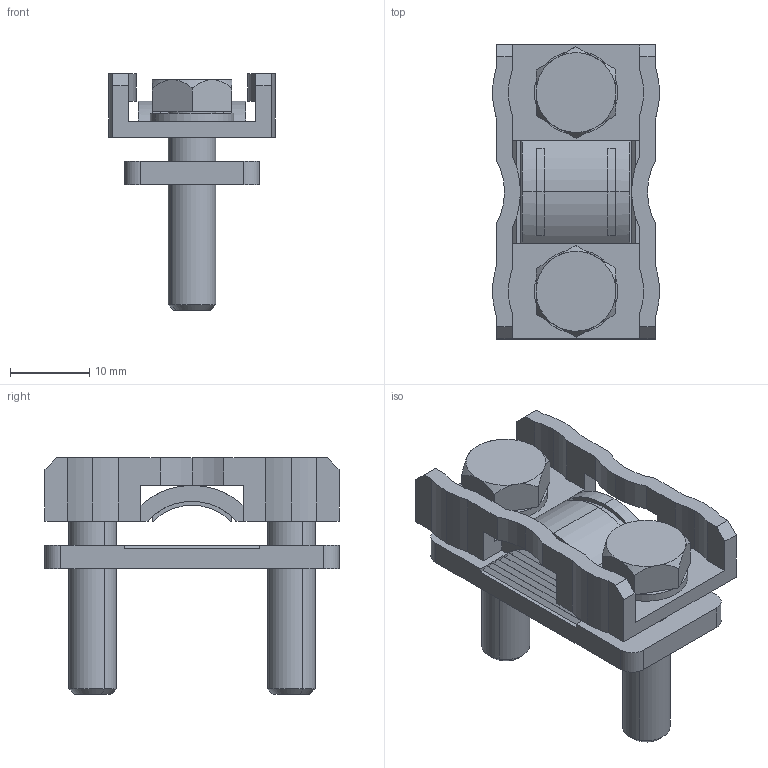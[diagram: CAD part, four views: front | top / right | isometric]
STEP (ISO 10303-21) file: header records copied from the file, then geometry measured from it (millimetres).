
FILE_DESCRIPTION(('CATIA V5 STEP'),'2;1');
FILE_NAME('K1011005_Schellenklemme S1.stp','2011-11-28T11:00:06+00:00',('none'),('Jean Müller GmbH'),'CATIA Version 5 Release 19 SP 9 (IN-10)','CATIA V5 STEP AP214','none');
FILE_SCHEMA(('AUTOMOTIVE_DESIGN { 1 0 10303 214 1 1 1 1 }'));
Length unit declared in the file: millimetre
Products named in the file (4): K1011005_Schellenklemme S1; 56424_Klemmenunterteil; 56423_Klemmenoberteil; 65709_Sechskantschraube
Assembly tree (4 placements, depth 2):
  K1011005_Schellenklemme S1
    56424_Klemmenunterteil
    56423_Klemmenoberteil
    65709_Sechskantschraube  x2
Bounding box: 21 x 37 x 29.8 mm (x, y, z)
Volume: 5731 mm3; surface area: 5984.9 mm2
Topology: 4 solids, 4 shells, 239 faces, 632 edges, 402 vertices
Faces by surface type: plane 161, cylinder 62, cone 16
Entity records: 7532 total; most frequent: CARTESIAN_POINT 1184, ORIENTED_EDGE 1148, DIRECTION 812, EDGE_CURVE 574, VECTOR 410, LINE 410, VERTEX_POINT 364, AXIS2_PLACEMENT_3D 268
